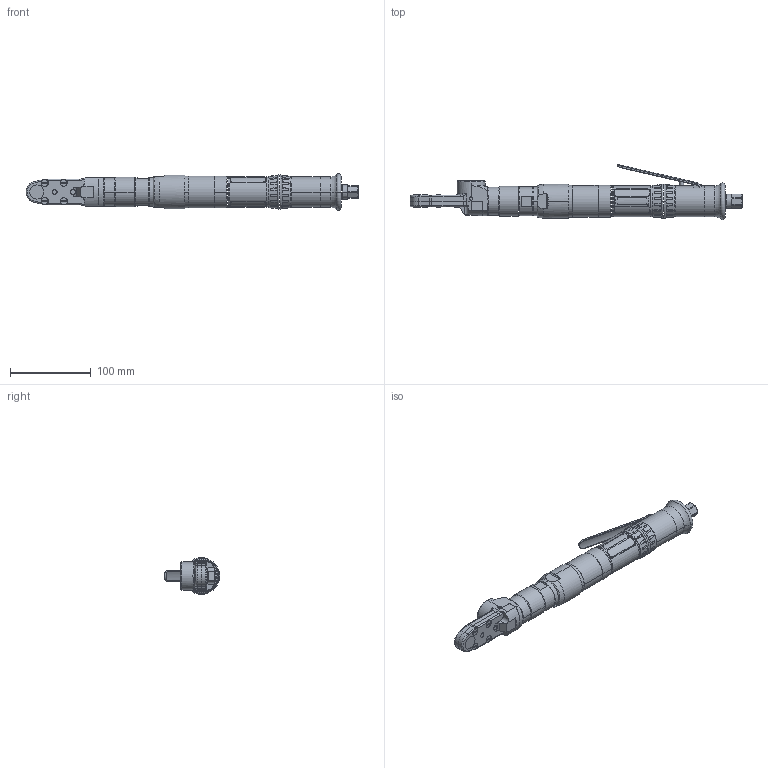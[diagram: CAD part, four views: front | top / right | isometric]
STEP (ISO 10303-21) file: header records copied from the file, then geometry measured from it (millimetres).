
FILE_DESCRIPTION((''),'2;1');
FILE_NAME('AA23LC521-30','2011-12-01T',('FSM0202'),(''),'PRO/ENGINEER BY PARAMETRIC TECHNOLOGY CORPORATION, 2010430','PRO/ENGINEER BY PARAMETRIC TECHNOLOGY CORPORATION, 2010430','');
FILE_SCHEMA(('CONFIG_CONTROL_DESIGN'));
Length unit declared in the file: inch
Products named in the file (1): AA23LC521-30
Bounding box: 411.18 x 68.33 x 45.42 mm (x, y, z)
Surface area: 65954.2 mm2 (no closed solid volume)
Topology: 0 solids, 59 shells, 286 faces, 1068 edges, 806 vertices
Faces by surface type: plane 141, cylinder 83, torus 31, cone 18, bspline 11, extrusion 2
Entity records: 12901 total; most frequent: CARTESIAN_POINT 4527, DIRECTION 1675, ORIENTED_EDGE 1534, EDGE_CURVE 1068, VERTEX_POINT 806, AXIS2_PLACEMENT_3D 660, CIRCLE 387, VECTOR 355
